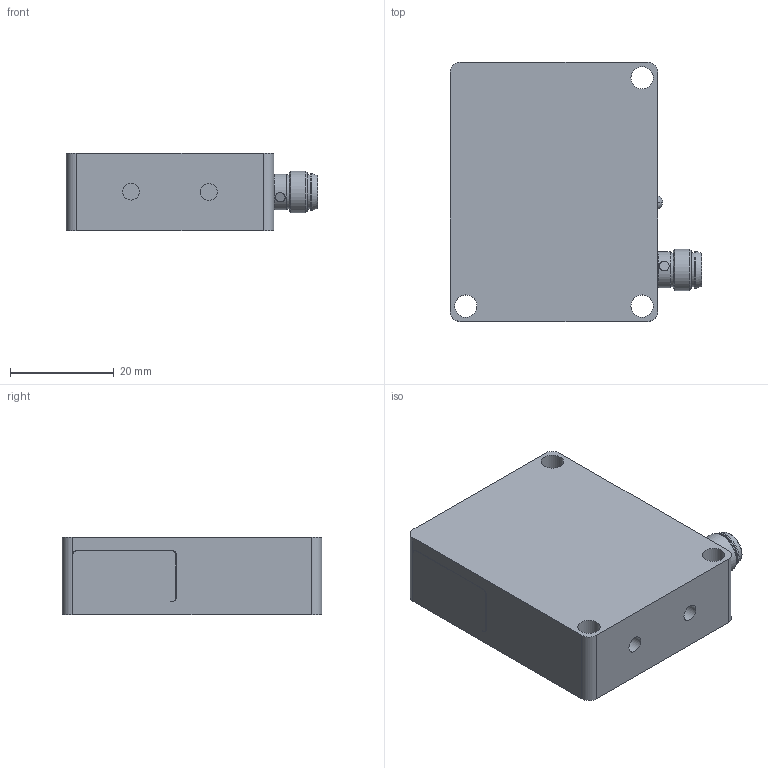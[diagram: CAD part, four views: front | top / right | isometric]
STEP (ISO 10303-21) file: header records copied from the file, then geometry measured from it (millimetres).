
FILE_DESCRIPTION(/* description */ ('DISO X xxx'),/* implementation_level */ '2;1');
FILE_NAME(/* name */ 'LHT_51_M_200_G3-T3.stp',/* time_stamp */ '2015-07-22T07:09:56+02:00',/* author */ ('lck'),/* organization */ (''),/* preprocessor_version */ 'ST-DEVELOPER v15.6',/* originating_system */ 'Autodesk Inventor 2015',/* authorisation */ '');
FILE_SCHEMA (('AUTOMOTIVE_DESIGN { 1 0 10303 214 3 1 1 }'));
Length unit declared in the file: millimetre
Products named in the file (1): Bauteil2
Bounding box: 48.5 x 50 x 15 mm (x, y, z)
Volume: 29345.9 mm3; surface area: 7837.4 mm2
Topology: 1 solids, 4 shells, 129 faces, 281 edges, 177 vertices
Faces by surface type: cylinder 64, plane 54, cone 5, sphere 3, bspline 2, torus 1
Full cylindrical faces by diameter (mm): 1 x3, 2 x2, 3 x1, 3.25 x2, 4.3 x3, 5.7 x1, 5.8 x2, 6.4 x1, 6.6 x2, 6.7 x1, 6.9 x1, 7.2 x1, 8 x2
Entity records: 3755 total; most frequent: CARTESIAN_POINT 860, DIRECTION 577, ORIENTED_EDGE 476, AXIS2_PLACEMENT_3D 244, EDGE_CURVE 238, EDGE_LOOP 187, VERTEX_POINT 167, FACE_OUTER_BOUND 129
